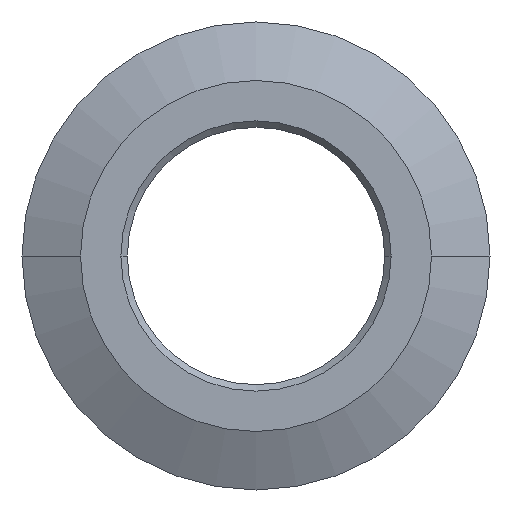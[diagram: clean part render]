
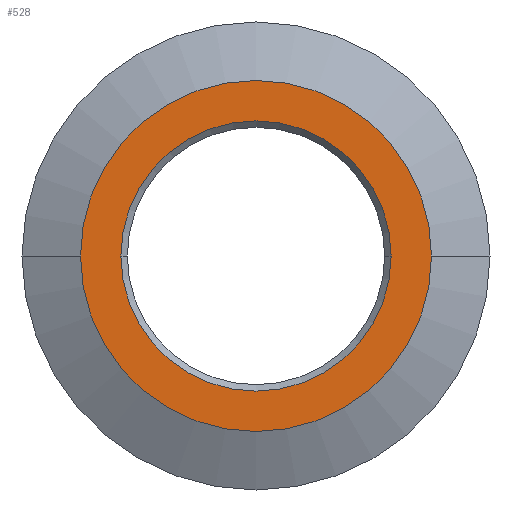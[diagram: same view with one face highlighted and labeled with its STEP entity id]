
A CAD part, left-side view. The second image highlights one B-rep face of the part: STEP entity #528.
In plain terms, the highlighted planar face has unit normal (-1, 0, 0).
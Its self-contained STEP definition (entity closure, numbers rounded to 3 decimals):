
#203=CARTESIAN_POINT('',(0.,0.,0.));
#204=DIRECTION('',(-1.,0.,0.));
#205=DIRECTION('',(0.,1.,0.));
#206=AXIS2_PLACEMENT_3D('',#203,#204,#205);
#208=CARTESIAN_POINT('',(0.,0.,0.));
#209=DIRECTION('',(1.,0.,0.));
#210=DIRECTION('',(0.,1.,0.));
#211=AXIS2_PLACEMENT_3D('',#208,#209,#210);
#213=CARTESIAN_POINT('',(0.,0.,0.));
#214=DIRECTION('',(-1.,0.,0.));
#215=DIRECTION('',(0.,-1.,0.));
#216=AXIS2_PLACEMENT_3D('',#213,#214,#215);
#218=CARTESIAN_POINT('',(0.,0.,0.));
#219=DIRECTION('',(-1.,0.,0.));
#220=DIRECTION('',(0.,1.,0.));
#221=AXIS2_PLACEMENT_3D('',#218,#219,#220);
#335=CARTESIAN_POINT('',(0.,6.,0.));
#336=CARTESIAN_POINT('',(0.,-6.,0.));
#337=VERTEX_POINT('',#335);
#338=VERTEX_POINT('',#336);
#359=CARTESIAN_POINT('',(0.,-4.62,0.));
#360=CARTESIAN_POINT('',(0.,4.62,0.));
#361=VERTEX_POINT('',#359);
#362=VERTEX_POINT('',#360);
#513=CARTESIAN_POINT('',(0.,0.,0.));
#514=DIRECTION('',(1.,0.,0.));
#515=DIRECTION('',(0.,-1.,0.));
#516=AXIS2_PLACEMENT_3D('',#513,#514,#515);
#517=PLANE('',#516);
#519=ORIENTED_EDGE('',*,*,#518,.F.);
#521=ORIENTED_EDGE('',*,*,#520,.T.);
#522=EDGE_LOOP('',(#519,#521));
#523=FACE_OUTER_BOUND('',#522,.F.);
#524=ORIENTED_EDGE('',*,*,#480,.T.);
#525=ORIENTED_EDGE('',*,*,#495,.T.);
#526=EDGE_LOOP('',(#524,#525));
#527=FACE_BOUND('',#526,.F.);
#207=CIRCLE('',#206,6.);
#212=CIRCLE('',#211,6.);
#217=CIRCLE('',#216,4.62);
#222=CIRCLE('',#221,4.62);
#480=EDGE_CURVE('',#361,#362,#217,.T.);
#495=EDGE_CURVE('',#362,#361,#222,.T.);
#518=EDGE_CURVE('',#337,#338,#207,.T.);
#520=EDGE_CURVE('',#337,#338,#212,.T.);
#528=ADVANCED_FACE('',(#523,#527),#517,.F.);
